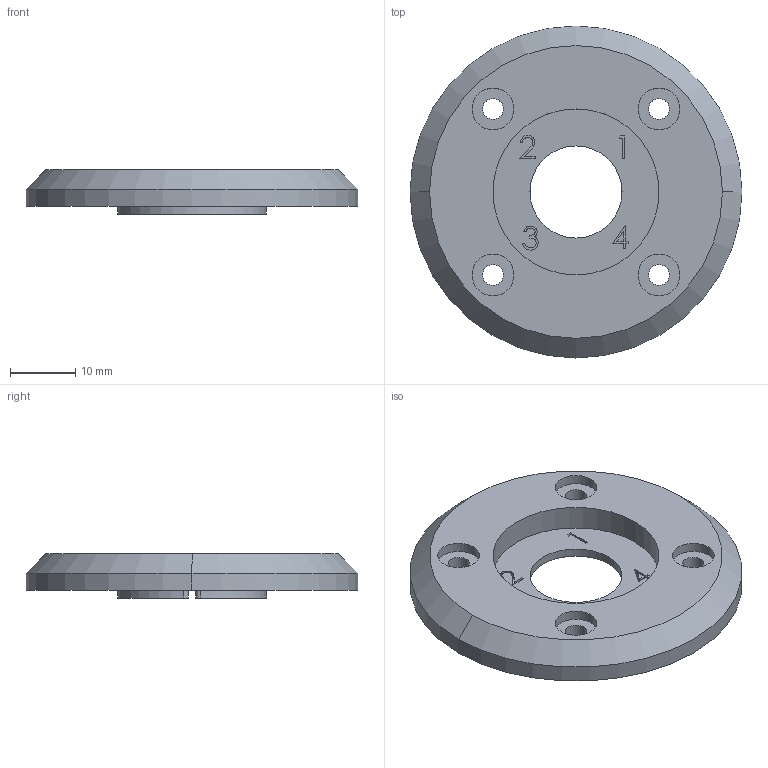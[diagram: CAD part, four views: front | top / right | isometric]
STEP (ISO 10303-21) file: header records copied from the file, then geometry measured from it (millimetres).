
FILE_DESCRIPTION (( 'STEP AP203' ), '1' );
FILE_NAME ('JGW-E1504470-v0.STEP', '2015-11-09T00:01:26', ( 'you' ), ( 'Hewlett-Packard' ), 'SwSTEP 2.0', 'SolidWorks 2013', '' );
FILE_SCHEMA (( 'CONFIG_CONTROL_DESIGN' ));
Length unit declared in the file: millimetre
Products named in the file (1): JGW-E1504470-v0
Bounding box: 50.8 x 50.8 x 6.8 mm (x, y, z)
Volume: 8203.4 mm3; surface area: 5139.1 mm2
Topology: 1 solids, 1 shells, 115 faces, 295 edges, 196 vertices
Faces by surface type: plane 47, cylinder 46, bspline 20, cone 2
Entity records: 4652 total; most frequent: CARTESIAN_POINT 1795, ORIENTED_EDGE 590, DIRECTION 541, EDGE_CURVE 295, VERTEX_POINT 196, AXIS2_PLACEMENT_3D 190, LINE 161, VECTOR 161
